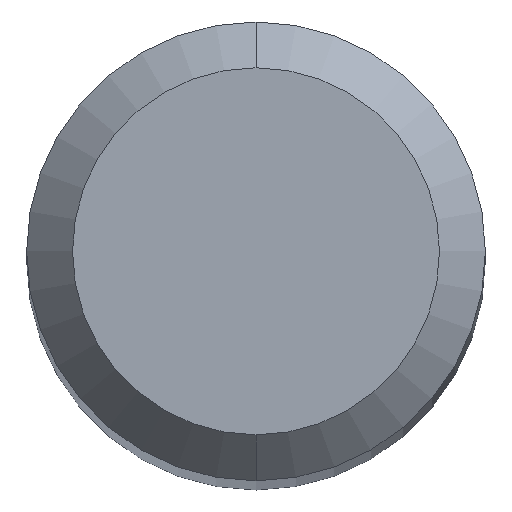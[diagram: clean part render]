
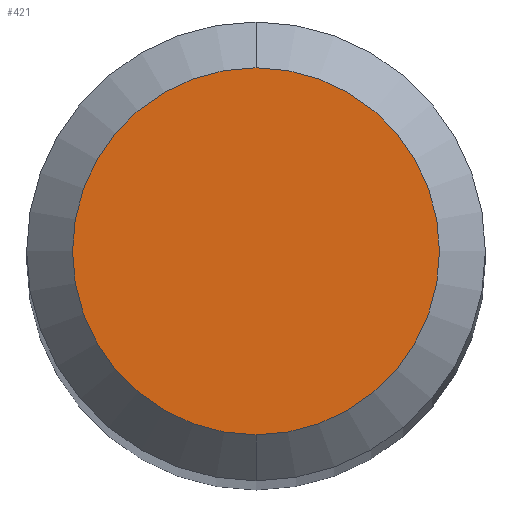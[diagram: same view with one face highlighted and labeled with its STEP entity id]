
A CAD part, top view. The second image highlights one B-rep face of the part: STEP entity #421.
In plain terms, the highlighted planar face has unit normal (0, 0, 1).
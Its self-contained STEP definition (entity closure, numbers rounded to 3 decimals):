
#213=EDGE_CURVE('',#223,#329,#523,.T.);
#223=VERTEX_POINT('',#533);
#329=VERTEX_POINT('',#651);
#413=EDGE_CURVE('',#329,#223,#744,.T.);
#421=ADVANCED_FACE('',(#753),#754,.T.);
#523=CIRCLE('',#938,1.2);
#533=CARTESIAN_POINT('',(0.,-1.2,0.0));
#651=CARTESIAN_POINT('',(0.0,1.2,0.0));
#744=CIRCLE('',#1345,1.2);
#753=FACE_OUTER_BOUND('',#1356,.T.);
#754=PLANE('',#1357);
#938=AXIS2_PLACEMENT_3D('',#1490,#1491,#1492);
#1345=AXIS2_PLACEMENT_3D('',#1736,#1737,#1738);
#1356=EDGE_LOOP('',(#1752,#1753));
#1357=AXIS2_PLACEMENT_3D('',#1754,#1755,#1756);
#1490=CARTESIAN_POINT('',(0.0,0.0,0.0));
#1491=DIRECTION('',(0.0,0.0,-1.0));
#1492=DIRECTION('',(0.0,1.0,0.0));
#1736=CARTESIAN_POINT('',(0.0,0.0,0.0));
#1737=DIRECTION('',(0.0,0.0,-1.0));
#1738=DIRECTION('',(0.0,1.0,0.0));
#1752=ORIENTED_EDGE('',*,*,#413,.F.);
#1753=ORIENTED_EDGE('',*,*,#213,.F.);
#1754=CARTESIAN_POINT('',(0.0,0.6,0.0));
#1755=DIRECTION('',(-0.0,0.0,1.0));
#1756=DIRECTION('',(0.0,-1.0,0.0));
